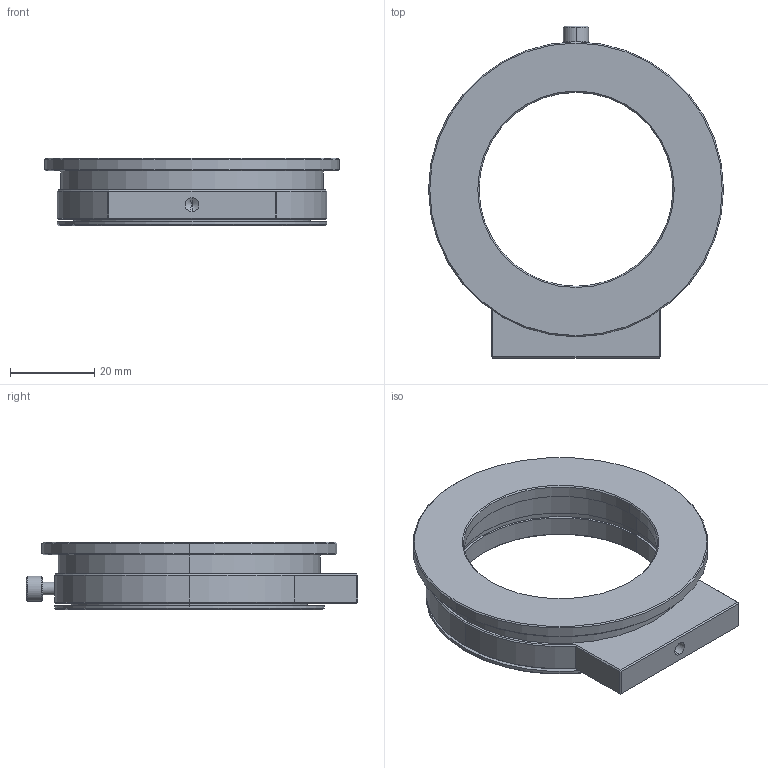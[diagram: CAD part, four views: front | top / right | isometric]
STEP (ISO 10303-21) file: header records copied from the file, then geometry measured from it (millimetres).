
FILE_DESCRIPTION (( 'STEP AP203' ), '1' );
FILE_NAME ('GCM-0905M三维外形图.STEP', '2016-12-30T00:43:16', ( '' ), ( '' ), 'SwSTEP 2.0', 'SolidWorks 2015', '' );
FILE_SCHEMA (( 'CONFIG_CONTROL_DESIGN' ));
Length unit declared in the file: millimetre
Products named in the file (2): GCM-0905M三维外形图
Bounding box: 70 x 78.76 x 16 mm (x, y, z)
Volume: 23486.3 mm3; surface area: 13130.6 mm2
Topology: 1 solids, 1 shells, 73 faces, 150 edges, 87 vertices
Faces by surface type: plane 26, cylinder 25, cone 22
Entity records: 2099 total; most frequent: CARTESIAN_POINT 372, DIRECTION 360, ORIENTED_EDGE 296, EDGE_CURVE 148, AXIS2_PLACEMENT_3D 143, VERTEX_POINT 87, EDGE_LOOP 85, VECTOR 74
